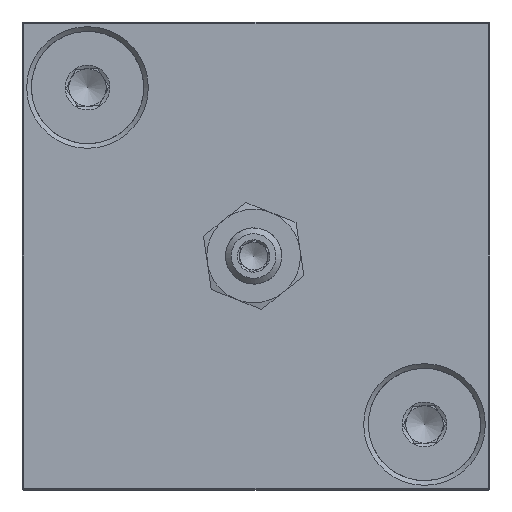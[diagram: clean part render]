
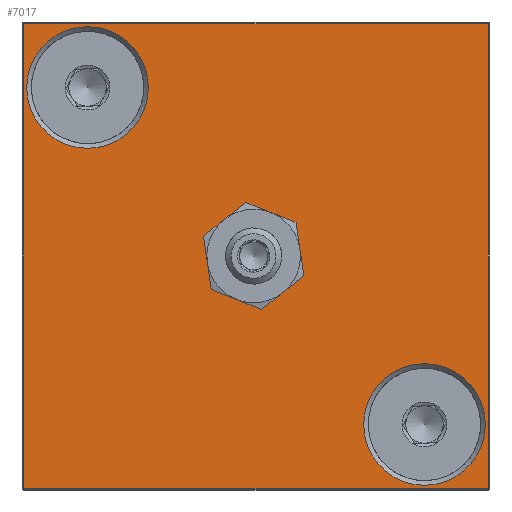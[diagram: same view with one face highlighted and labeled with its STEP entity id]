
A CAD part, front view. The second image highlights one B-rep face of the part: STEP entity #7017.
In plain terms, the highlighted planar face has unit normal (0, -1, 0).
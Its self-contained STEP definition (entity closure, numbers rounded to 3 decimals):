
#217=LINE('',#14473,#843);
#219=LINE('',#14476,#845);
#220=LINE('',#14478,#846);
#221=LINE('',#14482,#847);
#843=VECTOR('',#11684,1000.);
#845=VECTOR('',#11688,1000.);
#846=VECTOR('',#11691,1000.);
#847=VECTOR('',#11696,1000.);
#1843=ORIENTED_EDGE('',*,*,#3736,.T.);
#1844=ORIENTED_EDGE('',*,*,#3734,.T.);
#1845=ORIENTED_EDGE('',*,*,#3733,.T.);
#1846=ORIENTED_EDGE('',*,*,#3731,.T.);
#1847=ORIENTED_EDGE('',*,*,#3730,.T.);
#1848=ORIENTED_EDGE('',*,*,#3737,.T.);
#1849=ORIENTED_EDGE('',*,*,#3738,.T.);
#1850=ORIENTED_EDGE('',*,*,#3739,.T.);
#1851=ORIENTED_EDGE('',*,*,#3740,.T.);
#1852=ORIENTED_EDGE('',*,*,#3741,.T.);
#1853=ORIENTED_EDGE('',*,*,#3742,.T.);
#1854=ORIENTED_EDGE('',*,*,#3743,.T.);
#3730=EDGE_CURVE('',#4692,#4692,#5241,.T.);
#3731=EDGE_CURVE('',#4677,#4688,#217,.F.);
#3733=EDGE_CURVE('',#4680,#4677,#219,.T.);
#3734=EDGE_CURVE('',#4693,#4680,#220,.T.);
#3736=EDGE_CURVE('',#4688,#4693,#221,.F.);
#3737=EDGE_CURVE('',#4694,#4694,#5242,.T.);
#3738=EDGE_CURVE('',#4695,#4696,#5243,.F.);
#3739=EDGE_CURVE('',#4696,#4697,#5244,.F.);
#3740=EDGE_CURVE('',#4697,#4698,#5245,.F.);
#3741=EDGE_CURVE('',#4698,#4699,#5246,.F.);
#3742=EDGE_CURVE('',#4699,#4700,#5247,.F.);
#3743=EDGE_CURVE('',#4700,#4695,#5248,.F.);
#4677=VERTEX_POINT('',#14427);
#4680=VERTEX_POINT('',#14437);
#4688=VERTEX_POINT('',#14458);
#4692=VERTEX_POINT('',#14471);
#4693=VERTEX_POINT('',#14479);
#4694=VERTEX_POINT('',#14485);
#4695=VERTEX_POINT('',#14487);
#4696=VERTEX_POINT('',#14488);
#4697=VERTEX_POINT('',#14490);
#4698=VERTEX_POINT('',#14492);
#4699=VERTEX_POINT('',#14494);
#4700=VERTEX_POINT('',#14496);
#5241=CIRCLE('',#10711,6.494);
#5242=CIRCLE('',#10718,6.494);
#5243=CIRCLE('',#10719,4.995);
#5244=CIRCLE('',#10720,4.995);
#5245=CIRCLE('',#10721,4.995);
#5246=CIRCLE('',#10722,4.995);
#5247=CIRCLE('',#10723,4.995);
#5248=CIRCLE('',#10724,4.995);
#5587=EDGE_LOOP('',(#1843,#1844,#1845,#1846));
#5588=EDGE_LOOP('',(#1847));
#5589=EDGE_LOOP('',(#1848));
#5590=EDGE_LOOP('',(#1849,#1850,#1851,#1852,#1853,#1854));
#6160=FACE_BOUND('',#5587,.T.);
#6161=FACE_BOUND('',#5588,.T.);
#6162=FACE_BOUND('',#5589,.T.);
#6163=FACE_BOUND('',#5590,.T.);
#6692=PLANE('',#10717);
#7017=ADVANCED_FACE('',(#6160,#6161,#6162,#6163),#6692,.T.);
#10711=AXIS2_PLACEMENT_3D('',#14470,#11680,#11681);
#10717=AXIS2_PLACEMENT_3D('',#14483,#11697,#11698);
#10718=AXIS2_PLACEMENT_3D('',#14484,#11699,#11700);
#10719=AXIS2_PLACEMENT_3D('',#14486,#11701,#11702);
#10720=AXIS2_PLACEMENT_3D('',#14489,#11703,#11704);
#10721=AXIS2_PLACEMENT_3D('',#14491,#11705,#11706);
#10722=AXIS2_PLACEMENT_3D('',#14493,#11707,#11708);
#10723=AXIS2_PLACEMENT_3D('',#14495,#11709,#11710);
#10724=AXIS2_PLACEMENT_3D('',#14497,#11711,#11712);
#11680=DIRECTION('',(0.,1.,0.));
#11681=DIRECTION('',(0.,0.,1.));
#11684=DIRECTION('',(1.,0.,0.));
#11688=DIRECTION('',(0.,0.,1.));
#11691=DIRECTION('',(1.,0.,0.));
#11696=DIRECTION('',(0.,0.,1.));
#11697=DIRECTION('',(0.,-1.,0.));
#11698=DIRECTION('',(0.,0.,-1.));
#11699=DIRECTION('',(0.,1.,0.));
#11700=DIRECTION('',(0.,0.,1.));
#11701=DIRECTION('',(0.,-1.,0.));
#11702=DIRECTION('',(-0.621,0.,0.784));
#11703=DIRECTION('',(0.,-1.,0.));
#11704=DIRECTION('',(-0.621,0.,0.784));
#11705=DIRECTION('',(0.,-1.,0.));
#11706=DIRECTION('',(-0.621,0.,0.784));
#11707=DIRECTION('',(0.,-1.,0.));
#11708=DIRECTION('',(-0.621,0.,0.784));
#11709=DIRECTION('',(0.,-1.,0.));
#11710=DIRECTION('',(-0.621,0.,0.784));
#11711=DIRECTION('',(0.,-1.,0.));
#11712=DIRECTION('',(-0.621,0.,0.784));
#14427=CARTESIAN_POINT('',(25.027,-9.982,24.776));
#14437=CARTESIAN_POINT('',(25.027,-9.982,-24.774));
#14458=CARTESIAN_POINT('',(-24.524,-9.982,24.776));
#14470=CARTESIAN_POINT('',(-17.73,-9.982,17.983));
#14471=CARTESIAN_POINT('',(-17.73,-9.982,24.476));
#14473=CARTESIAN_POINT('',(25.227,-9.982,24.776));
#14476=CARTESIAN_POINT('',(25.027,-9.982,0.001));
#14478=CARTESIAN_POINT('',(0.252,-9.982,-24.774));
#14479=CARTESIAN_POINT('',(-24.524,-9.982,-24.774));
#14482=CARTESIAN_POINT('',(-24.524,-9.982,24.976));
#14483=CARTESIAN_POINT('',(0.252,-9.982,23.277));
#14484=CARTESIAN_POINT('',(18.234,-9.982,-17.981));
#14485=CARTESIAN_POINT('',(18.234,-9.982,-11.488));
#14486=CARTESIAN_POINT('',(0.,-9.982,0.001));
#14487=CARTESIAN_POINT('',(4.942,-9.982,0.728));
#14488=CARTESIAN_POINT('',(3.101,-9.982,-3.915));
#14489=CARTESIAN_POINT('',(0.,-9.982,0.001));
#14490=CARTESIAN_POINT('',(-1.841,-9.982,-4.643));
#14491=CARTESIAN_POINT('',(0.,-9.982,0.001));
#14492=CARTESIAN_POINT('',(-4.941,-9.982,-0.726));
#14493=CARTESIAN_POINT('',(0.,-9.982,0.001));
#14494=CARTESIAN_POINT('',(-3.1,-9.982,3.917));
#14495=CARTESIAN_POINT('',(0.,-9.982,0.001));
#14496=CARTESIAN_POINT('',(1.842,-9.982,4.644));
#14497=CARTESIAN_POINT('',(0.,-9.982,0.001));
